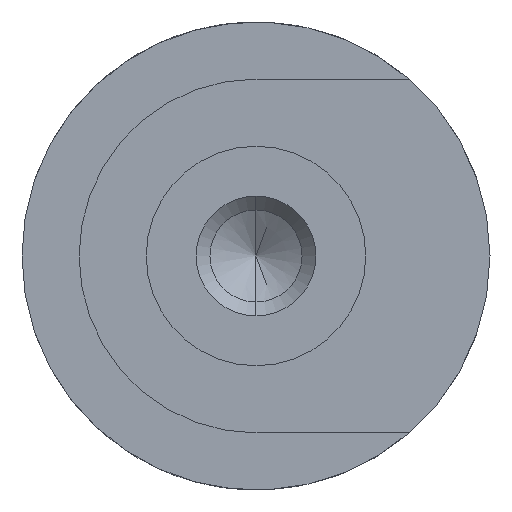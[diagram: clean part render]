
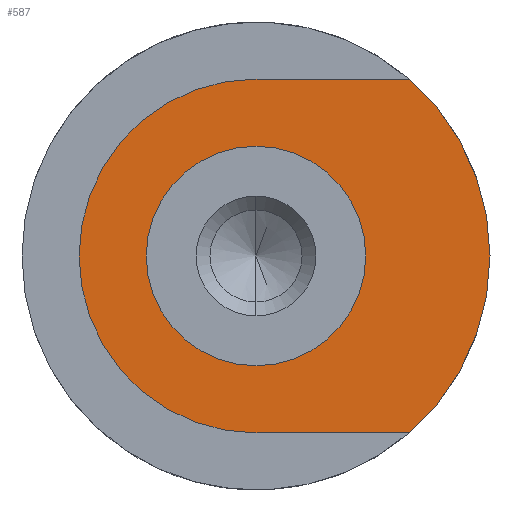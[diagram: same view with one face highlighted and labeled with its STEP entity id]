
A CAD part, left-side view. The second image highlights one B-rep face of the part: STEP entity #587.
In plain terms, the highlighted planar face has unit normal (-1, 0, 0).
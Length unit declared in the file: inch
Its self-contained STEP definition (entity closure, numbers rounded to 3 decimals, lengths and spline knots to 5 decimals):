
#7 = CARTESIAN_POINT ( 'NONE',  ( -2.1655, 0., 0. ) ) ;
#13 = CARTESIAN_POINT ( 'NONE',  ( -2.1655, 0., 0. ) ) ;
#16 = AXIS2_PLACEMENT_3D ( 'NONE', #7, #500, #799 ) ;
#44 = DIRECTION ( 'NONE',  ( 1., 0., 0. ) ) ;
#53 = AXIS2_PLACEMENT_3D ( 'NONE', #63, #44, #717 ) ;
#57 = DIRECTION ( 'NONE',  ( 1., 0., 0. ) ) ;
#63 = CARTESIAN_POINT ( 'NONE',  ( -2.1655, 0., 0. ) ) ;
#65 = EDGE_CURVE ( 'NONE', #608, #602, #666, .T. ) ;
#146 = EDGE_CURVE ( 'NONE', #203, #826, #648, .T. ) ;
#202 = DIRECTION ( 'NONE',  ( 0., -1., 0. ) ) ;
#203 = VERTEX_POINT ( 'NONE', #315 ) ;
#208 = CARTESIAN_POINT ( 'NONE',  ( -2.1655, 0., 0. ) ) ;
#213 = EDGE_CURVE ( 'NONE', #826, #203, #578, .T. ) ;
#230 = ORIENTED_EDGE ( 'NONE', *, *, #883, .F. ) ;
#233 = CARTESIAN_POINT ( 'NONE',  ( -2.1655, 0., 0.378 ) ) ;
#256 = EDGE_LOOP ( 'NONE', ( #653, #230, #583, #458, #811 ) ) ;
#266 = DIRECTION ( 'NONE',  ( 0., 1., 0. ) ) ;
#278 = DIRECTION ( 'NONE',  ( 1., 0., 0. ) ) ;
#284 = EDGE_LOOP ( 'NONE', ( #421, #426 ) ) ;
#289 = DIRECTION ( 'NONE',  ( 0., -1., 0. ) ) ;
#315 = CARTESIAN_POINT ( 'NONE',  ( -2.1655, -0.2345, 0. ) ) ;
#322 = CARTESIAN_POINT ( 'NONE',  ( -2.1655, -0.32729, -0.378 ) ) ;
#327 = AXIS2_PLACEMENT_3D ( 'NONE', #208, #278, #1022 ) ;
#340 = CARTESIAN_POINT ( 'NONE',  ( -2.1655, 0.2345, 0. ) ) ;
#352 = DIRECTION ( 'NONE',  ( 1., 0., 0. ) ) ;
#378 = AXIS2_PLACEMENT_3D ( 'NONE', #712, #57, #864 ) ;
#380 = LINE ( 'NONE', #233, #997 ) ;
#409 = AXIS2_PLACEMENT_3D ( 'NONE', #504, #921, #914 ) ;
#421 = ORIENTED_EDGE ( 'NONE', *, *, #213, .T. ) ;
#426 = ORIENTED_EDGE ( 'NONE', *, *, #146, .T. ) ;
#446 = LINE ( 'NONE', #469, #665 ) ;
#458 = ORIENTED_EDGE ( 'NONE', *, *, #687, .F. ) ;
#469 = CARTESIAN_POINT ( 'NONE',  ( -2.1655, 0., -0.378 ) ) ;
#496 = CIRCLE ( 'NONE', #908, 0.5 ) ;
#500 = DIRECTION ( 'NONE',  ( 1., 0., 0. ) ) ;
#502 = VERTEX_POINT ( 'NONE', #322 ) ;
#504 = CARTESIAN_POINT ( 'NONE',  ( -2.1655, 0., 0. ) ) ;
#518 = VERTEX_POINT ( 'NONE', #558 ) ;
#558 = CARTESIAN_POINT ( 'NONE',  ( -2.1655, 0., -0.378 ) ) ;
#578 = CIRCLE ( 'NONE', #409, 0.2345 ) ;
#583 = ORIENTED_EDGE ( 'NONE', *, *, #65, .F. ) ;
#587 = ADVANCED_FACE ( 'NONE', ( #955, #623 ), #1033, .F. ) ;
#602 = VERTEX_POINT ( 'NONE', #796 ) ;
#608 = VERTEX_POINT ( 'NONE', #1039 ) ;
#623 = FACE_OUTER_BOUND ( 'NONE', #256, .T. ) ;
#648 = CIRCLE ( 'NONE', #16, 0.2345 ) ;
#653 = ORIENTED_EDGE ( 'NONE', *, *, #1049, .T. ) ;
#665 = VECTOR ( 'NONE', #202, 39.37008 ) ;
#666 = CIRCLE ( 'NONE', #327, 0.5 ) ;
#673 = EDGE_CURVE ( 'NONE', #518, #1052, #1035, .T. ) ;
#687 = EDGE_CURVE ( 'NONE', #1052, #608, #380, .T. ) ;
#712 = CARTESIAN_POINT ( 'NONE',  ( -2.1655, 0., 0. ) ) ;
#717 = DIRECTION ( 'NONE',  ( 0., 1., 0. ) ) ;
#796 = CARTESIAN_POINT ( 'NONE',  ( -2.1655, -0.5, 0. ) ) ;
#799 = DIRECTION ( 'NONE',  ( 0., 1., 0. ) ) ;
#811 = ORIENTED_EDGE ( 'NONE', *, *, #673, .F. ) ;
#826 = VERTEX_POINT ( 'NONE', #340 ) ;
#864 = DIRECTION ( 'NONE',  ( 0., 1., 0. ) ) ;
#883 = EDGE_CURVE ( 'NONE', #602, #502, #496, .T. ) ;
#908 = AXIS2_PLACEMENT_3D ( 'NONE', #13, #352, #266 ) ;
#914 = DIRECTION ( 'NONE',  ( 0., 1., 0. ) ) ;
#921 = DIRECTION ( 'NONE',  ( 1., 0., 0. ) ) ;
#955 = FACE_BOUND ( 'NONE', #284, .T. ) ;
#997 = VECTOR ( 'NONE', #289, 39.37008 ) ;
#1022 = DIRECTION ( 'NONE',  ( 0., 1., 0. ) ) ;
#1030 = CARTESIAN_POINT ( 'NONE',  ( -2.1655, 0., 0.378 ) ) ;
#1033 = PLANE ( 'NONE',  #53 ) ;
#1035 = CIRCLE ( 'NONE', #378, 0.378 ) ;
#1039 = CARTESIAN_POINT ( 'NONE',  ( -2.1655, -0.32729, 0.378 ) ) ;
#1049 = EDGE_CURVE ( 'NONE', #518, #502, #446, .T. ) ;
#1052 = VERTEX_POINT ( 'NONE', #1030 ) ;
